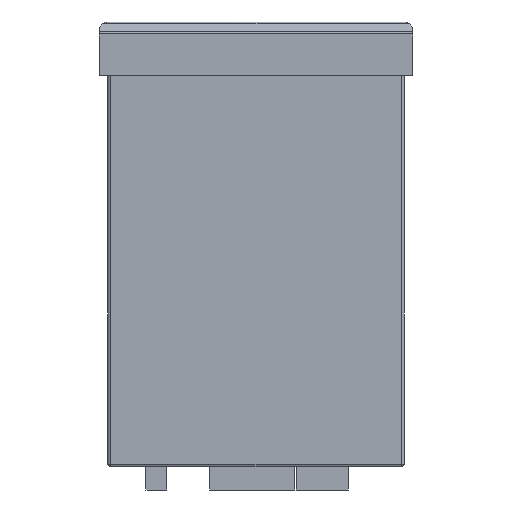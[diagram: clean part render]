
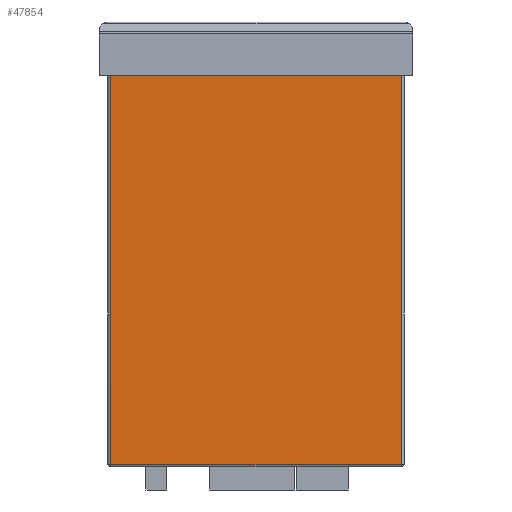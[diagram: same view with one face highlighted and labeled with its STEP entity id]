
A CAD part, front view. The second image highlights one B-rep face of the part: STEP entity #47854.
In plain terms, the highlighted planar face has unit normal (0, -1, 0).
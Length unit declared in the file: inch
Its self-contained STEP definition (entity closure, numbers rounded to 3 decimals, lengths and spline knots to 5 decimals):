
#2204 = LINE ( 'NONE', #40388, #57925 ) ;
#5690 = DIRECTION ( 'NONE',  ( 1., 0., 0. ) ) ;
#11291 = VERTEX_POINT ( 'NONE', #55245 ) ;
#12221 = CARTESIAN_POINT ( 'NONE',  ( 1.75197, -0.84646, -4.69685 ) ) ;
#14880 = VERTEX_POINT ( 'NONE', #19951 ) ;
#15286 = VERTEX_POINT ( 'NONE', #12221 ) ;
#15377 = VECTOR ( 'NONE', #46541, 39.37008 ) ;
#15501 = DIRECTION ( 'NONE',  ( 0., 0., 1. ) ) ;
#16322 = VECTOR ( 'NONE', #56091, 39.37008 ) ;
#17173 = CARTESIAN_POINT ( 'NONE',  ( 1.79134, -0.84646, 0. ) ) ;
#17545 = LINE ( 'NONE', #17173, #16322 ) ;
#18651 = EDGE_CURVE ( 'NONE', #24541, #14880, #2204, .T. ) ;
#19183 = EDGE_LOOP ( 'NONE', ( #58103, #36370, #45838, #37166 ) ) ;
#19951 = CARTESIAN_POINT ( 'NONE',  ( -1.75197, -0.84646, -4.69685 ) ) ;
#21534 = CARTESIAN_POINT ( 'NONE',  ( 1.79134, -0.84646, -4.69685 ) ) ;
#24541 = VERTEX_POINT ( 'NONE', #50789 ) ;
#29216 = DIRECTION ( 'NONE',  ( 0., 0., -1. ) ) ;
#31004 = CARTESIAN_POINT ( 'NONE',  ( 1.79134, -0.84646, -2.32677 ) ) ;
#31646 = LINE ( 'NONE', #21534, #59954 ) ;
#36370 = ORIENTED_EDGE ( 'NONE', *, *, #66667, .T. ) ;
#37166 = ORIENTED_EDGE ( 'NONE', *, *, #68204, .T. ) ;
#40062 = CARTESIAN_POINT ( 'NONE',  ( 1.75197, -0.84646, -2.32677 ) ) ;
#40388 = CARTESIAN_POINT ( 'NONE',  ( -1.75197, -0.84646, -2.32677 ) ) ;
#42095 = EDGE_CURVE ( 'NONE', #15286, #11291, #62772, .T. ) ;
#45838 = ORIENTED_EDGE ( 'NONE', *, *, #42095, .T. ) ;
#46541 = DIRECTION ( 'NONE',  ( 0., 0., 1. ) ) ;
#47854 = ADVANCED_FACE ( 'NONE', ( #64868 ), #59112, .F. ) ;
#50789 = CARTESIAN_POINT ( 'NONE',  ( -1.75197, -0.84646, 0. ) ) ;
#51524 = AXIS2_PLACEMENT_3D ( 'NONE', #31004, #52988, #15501 ) ;
#52988 = DIRECTION ( 'NONE',  ( 0., 1., 0. ) ) ;
#55245 = CARTESIAN_POINT ( 'NONE',  ( 1.75197, -0.84646, 0. ) ) ;
#56091 = DIRECTION ( 'NONE',  ( -1., 0., 0. ) ) ;
#57925 = VECTOR ( 'NONE', #29216, 39.37008 ) ;
#58103 = ORIENTED_EDGE ( 'NONE', *, *, #18651, .T. ) ;
#59112 = PLANE ( 'NONE',  #51524 ) ;
#59954 = VECTOR ( 'NONE', #5690, 39.37008 ) ;
#62772 = LINE ( 'NONE', #40062, #15377 ) ;
#64868 = FACE_OUTER_BOUND ( 'NONE', #19183, .T. ) ;
#66667 = EDGE_CURVE ( 'NONE', #14880, #15286, #31646, .T. ) ;
#68204 = EDGE_CURVE ( 'NONE', #11291, #24541, #17545, .T. ) ;
